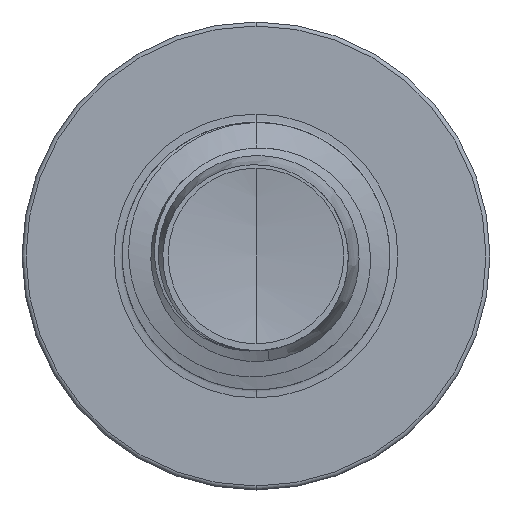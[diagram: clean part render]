
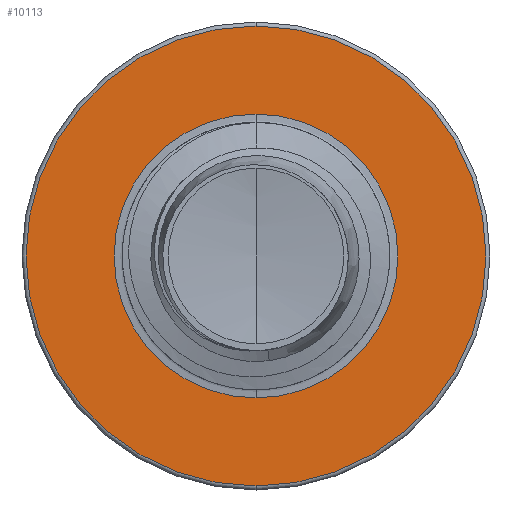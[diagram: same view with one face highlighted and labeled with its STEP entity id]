
A CAD part, front view. The second image highlights one B-rep face of the part: STEP entity #10113.
In plain terms, the highlighted planar face has unit normal (0, -1, 0).
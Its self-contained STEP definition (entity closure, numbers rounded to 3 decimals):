
#55 = EDGE_CURVE ( 'NONE', #6580, #1075, #15753, .T. ) ;
#710 = CARTESIAN_POINT ( 'NONE',  ( 0., 9., 0. ) ) ;
#930 = DIRECTION ( 'NONE',  ( 0., 0., 1. ) ) ;
#1022 = CARTESIAN_POINT ( 'NONE',  ( 0., 9., 0. ) ) ;
#1075 = VERTEX_POINT ( 'NONE', #1230 ) ;
#1230 = CARTESIAN_POINT ( 'NONE',  ( 0., 9., -5.16 ) ) ;
#1876 = DIRECTION ( 'NONE',  ( 0., 0., 1. ) ) ;
#2149 = DIRECTION ( 'NONE',  ( 0., 0., 1. ) ) ;
#3073 = CARTESIAN_POINT ( 'NONE',  ( 0., 9., -3.186 ) ) ;
#3519 = CARTESIAN_POINT ( 'NONE',  ( 0., 9., 5.16 ) ) ;
#3822 = DIRECTION ( 'NONE',  ( 0., 1., 0. ) ) ;
#5170 = CARTESIAN_POINT ( 'NONE',  ( 0., 9., 3.186 ) ) ;
#5417 = DIRECTION ( 'NONE',  ( 0., 1., 0. ) ) ;
#6195 = ORIENTED_EDGE ( 'NONE', *, *, #55, .F. ) ;
#6580 = VERTEX_POINT ( 'NONE', #3519 ) ;
#6791 = VERTEX_POINT ( 'NONE', #5170 ) ;
#6817 = AXIS2_PLACEMENT_3D ( 'NONE', #12418, #3822, #13847 ) ;
#7701 = CIRCLE ( 'NONE', #8523, 3.186 ) ;
#7708 = CARTESIAN_POINT ( 'NONE',  ( 0., 9., -3.186 ) ) ;
#7981 = EDGE_CURVE ( 'NONE', #6791, #12417, #7701, .T. ) ;
#8523 = AXIS2_PLACEMENT_3D ( 'NONE', #18028, #9612, #930 ) ;
#8798 = EDGE_LOOP ( 'NONE', ( #6195, #17451 ) ) ;
#9092 = PLANE ( 'NONE',  #10285 ) ;
#9259 = EDGE_CURVE ( 'NONE', #12417, #6791, #13665, .T. ) ;
#9511 = EDGE_CURVE ( 'NONE', #1075, #6580, #11881, .T. ) ;
#9612 = DIRECTION ( 'NONE',  ( 0., 1., 0. ) ) ;
#9625 = DIRECTION ( 'NONE',  ( 0., 0., 1. ) ) ;
#9669 = FACE_BOUND ( 'NONE', #14037, .T. ) ;
#10113 = ADVANCED_FACE ( 'NONE', ( #17163, #9669 ), #9092, .F. ) ;
#10285 = AXIS2_PLACEMENT_3D ( 'NONE', #7708, #10547, #1876 ) ;
#10547 = DIRECTION ( 'NONE',  ( 0., 1., 0. ) ) ;
#10808 = DIRECTION ( 'NONE',  ( 0., 1., 0. ) ) ;
#11710 = AXIS2_PLACEMENT_3D ( 'NONE', #1022, #5417, #9625 ) ;
#11881 = CIRCLE ( 'NONE', #6817, 5.16 ) ;
#11924 = AXIS2_PLACEMENT_3D ( 'NONE', #710, #10808, #2149 ) ;
#12417 = VERTEX_POINT ( 'NONE', #3073 ) ;
#12418 = CARTESIAN_POINT ( 'NONE',  ( 0., 9., 0. ) ) ;
#13665 = CIRCLE ( 'NONE', #11924, 3.186 ) ;
#13847 = DIRECTION ( 'NONE',  ( 0., 0., 1. ) ) ;
#14037 = EDGE_LOOP ( 'NONE', ( #14643, #15599 ) ) ;
#14643 = ORIENTED_EDGE ( 'NONE', *, *, #7981, .T. ) ;
#15599 = ORIENTED_EDGE ( 'NONE', *, *, #9259, .T. ) ;
#15753 = CIRCLE ( 'NONE', #11710, 5.16 ) ;
#17163 = FACE_OUTER_BOUND ( 'NONE', #8798, .T. ) ;
#17451 = ORIENTED_EDGE ( 'NONE', *, *, #9511, .F. ) ;
#18028 = CARTESIAN_POINT ( 'NONE',  ( 0., 9., 0. ) ) ;
